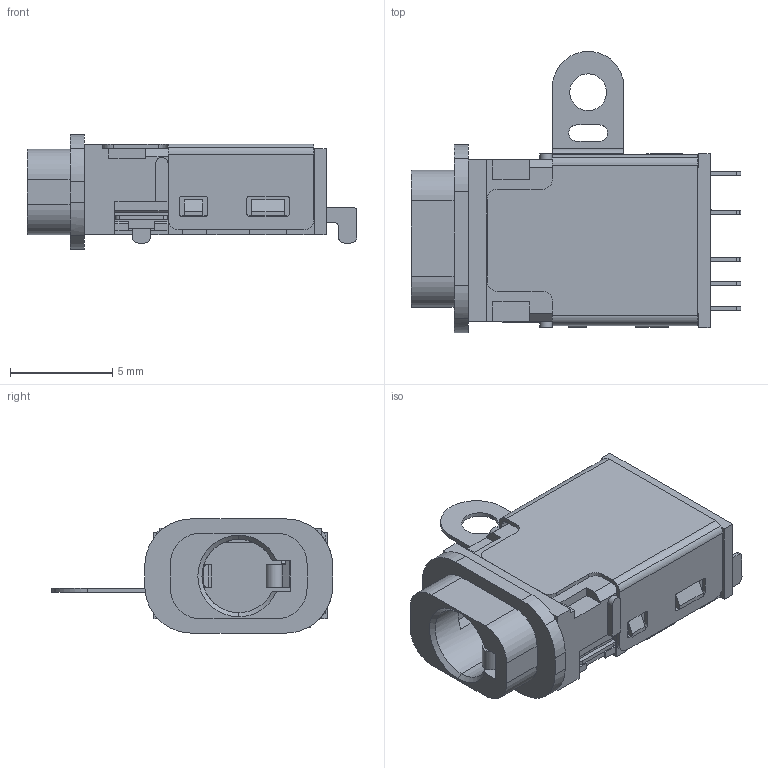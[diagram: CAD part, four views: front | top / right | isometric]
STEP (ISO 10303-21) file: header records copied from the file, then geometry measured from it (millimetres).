
FILE_DESCRIPTION (( 'STEP AP214' ), '1' );
FILE_NAME ('CUI_DEVICES_SJ-3542AS-SMT-TR-67.step', '2019-10-20T23:01:48', ( '' ), ( '' ), 'SwSTEP 2.0', 'SolidWorks 2019', '' );
FILE_SCHEMA (( 'AUTOMOTIVE_DESIGN' ));
Length unit declared in the file: inch
Products named in the file (1): CUI_DEVICES_SJ-3542AS-SMT-TR-67
Bounding box: 16.15 x 13.77 x 5.6 mm (x, y, z)
Volume: 476.5 mm3; surface area: 810.4 mm2
Topology: 1 solids, 2 shells, 358 faces, 1005 edges, 662 vertices
Faces by surface type: plane 235, cylinder 120, cone 3
Entity records: 14085 total; most frequent: CARTESIAN_POINT 2090, ORIENTED_EDGE 2010, DIRECTION 1941, EDGE_CURVE 1005, LINE 747, VECTOR 747, VERTEX_POINT 662, AXIS2_PLACEMENT_3D 597
